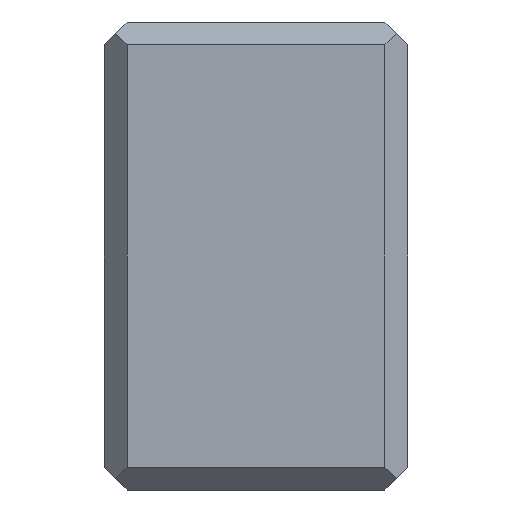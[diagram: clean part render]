
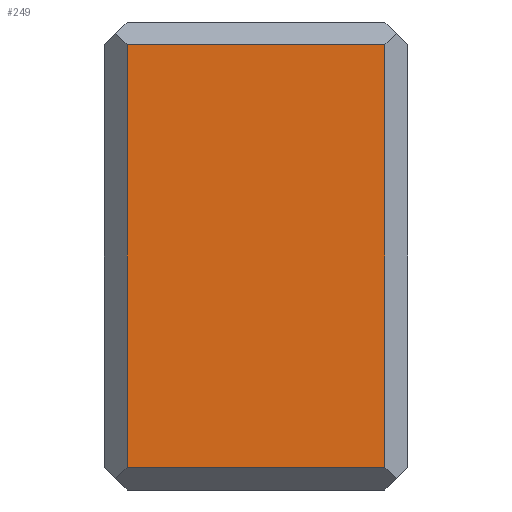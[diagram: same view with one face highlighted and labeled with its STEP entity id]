
A CAD part, left-side view. The second image highlights one B-rep face of the part: STEP entity #249.
In plain terms, the highlighted planar face has unit normal (-1, 0, 0).
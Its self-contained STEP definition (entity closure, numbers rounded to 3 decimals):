
#163=EDGE_CURVE('',#311,#271,#439,.T.);
#199=EDGE_CURVE('',#311,#227,#478,.T.);
#227=VERTEX_POINT('',#508);
#249=ADVANCED_FACE('',(#534),#535,.T.);
#259=EDGE_CURVE('',#227,#317,#545,.T.);
#271=VERTEX_POINT('',#557);
#273=EDGE_CURVE('',#317,#271,#559,.T.);
#311=VERTEX_POINT('',#600);
#317=VERTEX_POINT('',#606);
#439=LINE('',#729,#730);
#478=LINE('',#776,#777);
#508=CARTESIAN_POINT('',(-8.,-6.75,1.2));
#534=FACE_OUTER_BOUND('',#854,.T.);
#535=PLANE('',#855);
#545=LINE('',#872,#873);
#557=CARTESIAN_POINT('',(-8.0,6.75,23.3));
#559=LINE('',#895,#896);
#600=CARTESIAN_POINT('',(-8.,6.75,1.2));
#606=CARTESIAN_POINT('',(-8.0,-6.75,23.3));
#729=CARTESIAN_POINT('',(-8.,6.75,0.0));
#730=VECTOR('',#1132,1.0);
#776=CARTESIAN_POINT('',(-8.,-7.35,1.2));
#777=VECTOR('',#1168,1.0);
#854=EDGE_LOOP('',(#1247,#1248,#1249,#1250));
#855=AXIS2_PLACEMENT_3D('',#1251,#1252,#1253);
#872=CARTESIAN_POINT('',(-8.,-6.75,0.0));
#873=VECTOR('',#1257,1.0);
#895=CARTESIAN_POINT('',(-8.,-7.35,23.3));
#896=VECTOR('',#1264,1.0);
#1132=DIRECTION('',(0.0,0.0,1.0));
#1168=DIRECTION('',(0.0,-1.0,0.0));
#1247=ORIENTED_EDGE('',*,*,#199,.T.);
#1248=ORIENTED_EDGE('',*,*,#259,.T.);
#1249=ORIENTED_EDGE('',*,*,#273,.T.);
#1250=ORIENTED_EDGE('',*,*,#163,.F.);
#1251=CARTESIAN_POINT('',(-8.,-6.75,0.0));
#1252=DIRECTION('',(-1.0,0.0,0.0));
#1253=DIRECTION('',(0.0,0.0,1.0));
#1257=DIRECTION('',(0.0,0.0,1.0));
#1264=DIRECTION('',(0.0,1.0,0.0));
